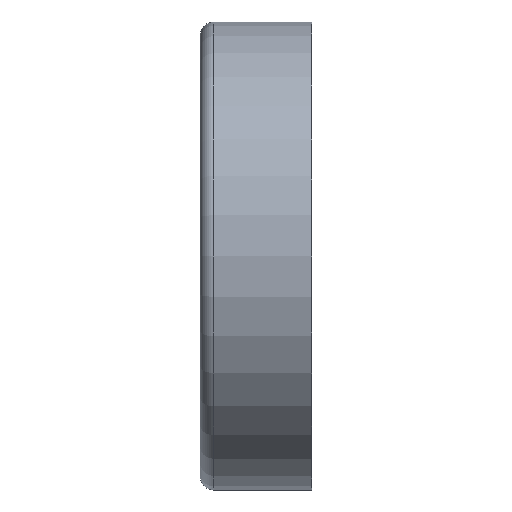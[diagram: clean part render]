
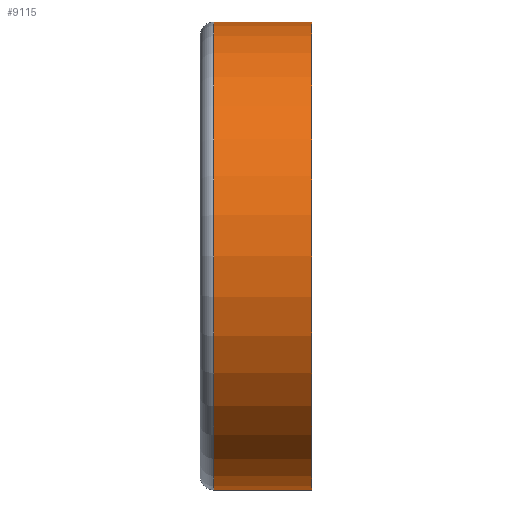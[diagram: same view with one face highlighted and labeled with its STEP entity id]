
A CAD part, left-side view. The second image highlights one B-rep face of the part: STEP entity #9115.
In plain terms, the highlighted cylindrical face has radius 52.5 mm (diameter 105 mm), a partial arc.
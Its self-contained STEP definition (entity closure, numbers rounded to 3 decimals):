
#216 = AXIS2_PLACEMENT_3D ( 'NONE', #4034, #11899, #2947 ) ;
#324 = DIRECTION ( 'NONE',  ( 0., -1., 0. ) ) ;
#1032 = CIRCLE ( 'NONE', #216, 52.5 ) ;
#1146 = LINE ( 'NONE', #13195, #11332 ) ;
#1954 = VERTEX_POINT ( 'NONE', #2461 ) ;
#2206 = EDGE_CURVE ( 'NONE', #1954, #14403, #1032, .T. ) ;
#2228 = DIRECTION ( 'NONE',  ( 0., 0., -1. ) ) ;
#2461 = CARTESIAN_POINT ( 'NONE',  ( 0., 0., 52.5 ) ) ;
#2947 = DIRECTION ( 'NONE',  ( 0., 0., -1. ) ) ;
#3404 = CARTESIAN_POINT ( 'NONE',  ( 0., 0., 0. ) ) ;
#4034 = CARTESIAN_POINT ( 'NONE',  ( 0., 0., 0. ) ) ;
#4607 = VERTEX_POINT ( 'NONE', #4954 ) ;
#4954 = CARTESIAN_POINT ( 'NONE',  ( 0., 22., 52.5 ) ) ;
#5082 = VERTEX_POINT ( 'NONE', #12366 ) ;
#5210 = CARTESIAN_POINT ( 'NONE',  ( 0., 0., -52.5 ) ) ;
#5316 = EDGE_CURVE ( 'NONE', #4607, #1954, #11528, .T. ) ;
#6017 = CYLINDRICAL_SURFACE ( 'NONE', #6753, 52.5 ) ;
#6197 = EDGE_CURVE ( 'NONE', #5082, #14403, #1146, .T. ) ;
#6362 = CARTESIAN_POINT ( 'NONE',  ( 0., 0., 52.5 ) ) ;
#6468 = DIRECTION ( 'NONE',  ( 0., -1., 0. ) ) ;
#6527 = EDGE_LOOP ( 'NONE', ( #10350, #13762, #14198, #9090 ) ) ;
#6606 = VECTOR ( 'NONE', #8762, 1000. ) ;
#6753 = AXIS2_PLACEMENT_3D ( 'NONE', #3404, #10225, #2228 ) ;
#6818 = EDGE_CURVE ( 'NONE', #4607, #5082, #9241, .T. ) ;
#8402 = CARTESIAN_POINT ( 'NONE',  ( 0., 22., 0. ) ) ;
#8762 = DIRECTION ( 'NONE',  ( 0., -1., 0. ) ) ;
#9090 = ORIENTED_EDGE ( 'NONE', *, *, #2206, .F. ) ;
#9115 = ADVANCED_FACE ( 'NONE', ( #12523 ), #6017, .T. ) ;
#9241 = CIRCLE ( 'NONE', #9834, 52.5 ) ;
#9834 = AXIS2_PLACEMENT_3D ( 'NONE', #8402, #324, #13996 ) ;
#10225 = DIRECTION ( 'NONE',  ( 0., -1., 0. ) ) ;
#10350 = ORIENTED_EDGE ( 'NONE', *, *, #5316, .F. ) ;
#11332 = VECTOR ( 'NONE', #6468, 1000. ) ;
#11528 = LINE ( 'NONE', #6362, #6606 ) ;
#11899 = DIRECTION ( 'NONE',  ( 0., -1., 0. ) ) ;
#12366 = CARTESIAN_POINT ( 'NONE',  ( 0., 22., -52.5 ) ) ;
#12523 = FACE_OUTER_BOUND ( 'NONE', #6527, .T. ) ;
#13195 = CARTESIAN_POINT ( 'NONE',  ( 0., 0., -52.5 ) ) ;
#13762 = ORIENTED_EDGE ( 'NONE', *, *, #6818, .T. ) ;
#13996 = DIRECTION ( 'NONE',  ( 0., 0., -1. ) ) ;
#14198 = ORIENTED_EDGE ( 'NONE', *, *, #6197, .T. ) ;
#14403 = VERTEX_POINT ( 'NONE', #5210 ) ;
